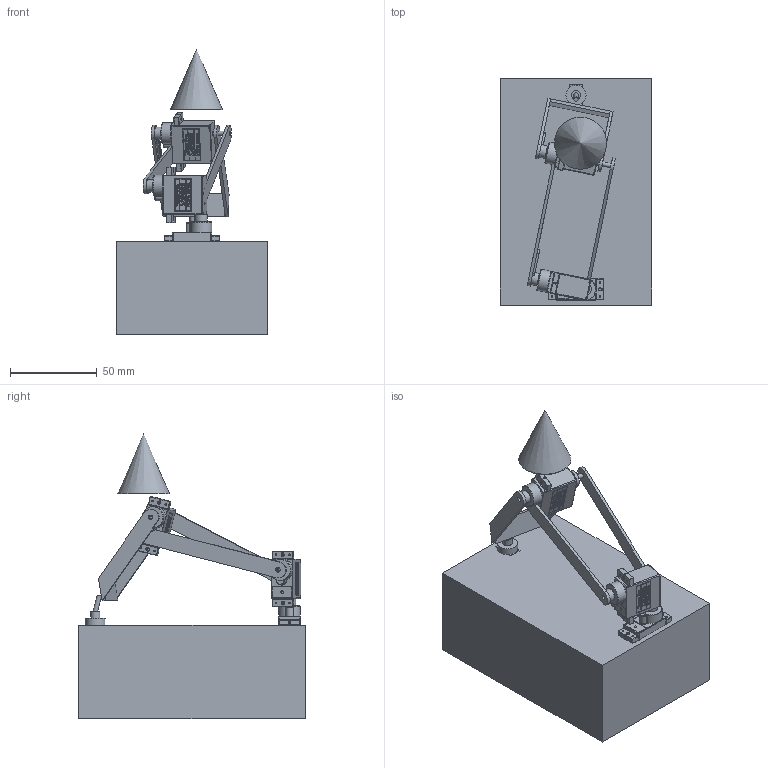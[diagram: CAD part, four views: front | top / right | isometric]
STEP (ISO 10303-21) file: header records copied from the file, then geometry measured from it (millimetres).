
FILE_DESCRIPTION(/* description */ ('STEP AP242','CAx-IF Rec.Pracs.---Representation and Presentation of Product Manufacturing Information (PMI)---4.0---2014-10-13','CAx-IF Rec.Pracs.---3D Tessellated Geometry---0.4---2014-09-14','2;1'),/* implementation_level */ '2;1');
FILE_NAME(/* name */ '63f1b7d6708b0b77c6c41f70',/* time_stamp */ '2023-02-19T05:47:05+00:00',/* author */ (''),/* organization */ (''),/* preprocessor_version */ 'ST-DEVELOPER v18.102',/* originating_system */ ' ',/* authorisation */ ' ');
FILE_SCHEMA (('AP242_MANAGED_MODEL_BASED_3D_ENGINEERING_MIM_LF { 1 0 10303 442 1 1 4 }'));
Products named in the file (13): RoboticArm; Quarter cut-off; MG90S <2>; servo horn 1 v2; Part 1; Three Quarter stick; Part 2; Base; Hat; Half stick; Pin; MG90S <1>; MG90S <3>
Assembly tree (18 placements, depth 3):
  RoboticArm
    Quarter cut-off
    MG90S <2>
      servo horn 1 v2
      Part 1
    Three Quarter stick  x2
    Part 2
    Base
    Hat
    Half stick  x2
    Pin
    MG90S <1>
      Part 1
      servo horn 1 v2
    MG90S <3>
      servo horn 1 v2
      Part 1
Bounding box: 87.5 x 130.3 x 164.52 mm (x, y, z)
Volume: 128907.5 mm3; surface area: 88415.1 mm2
Topology: 15 solids, 15 shells, 3864 faces, 10039 edges, 6346 vertices
Faces by surface type: plane 1831, bspline 1128, cylinder 591, torus 195, sphere 117, cone 2
Full cylindrical faces by diameter (mm): 1 x12, 1.35 x18, 2.2 x6, 2.5 x2, 2.6 x4, 5 x6, 5.1 x3, 5.3 x1, 5.7 x3, 7.2 x3, 11.6 x1
Entity records: 61698 total; most frequent: CARTESIAN_POINT 25334, ORIENTED_EDGE 6648, DIRECTION 4879, EDGE_CURVE 3324, VERTEX_POINT 2141, LINE 1915, VECTOR 1915, AXIS2_PLACEMENT_3D 1482
